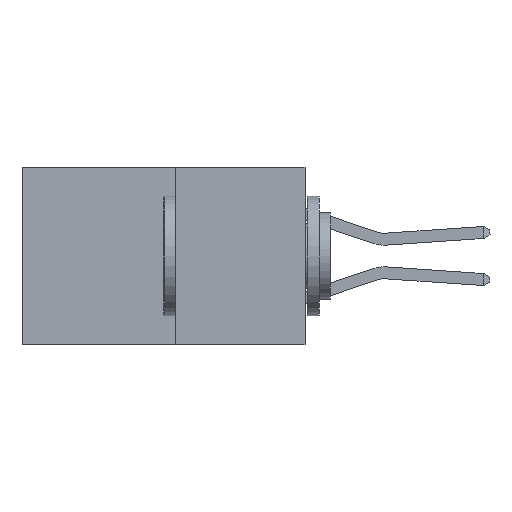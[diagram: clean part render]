
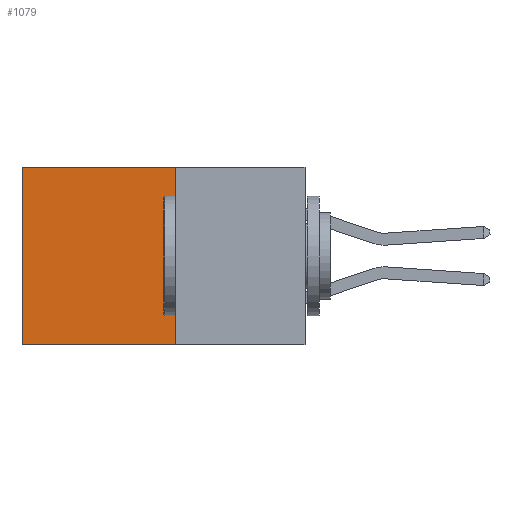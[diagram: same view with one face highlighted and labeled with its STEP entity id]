
A CAD part, left-side view. The second image highlights one B-rep face of the part: STEP entity #1079.
In plain terms, the highlighted planar face has unit normal (-1, 0, 0).
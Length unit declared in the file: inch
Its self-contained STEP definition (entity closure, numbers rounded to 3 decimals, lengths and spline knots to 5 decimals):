
#63 = VERTEX_POINT ( 'NONE', #7414 ) ;
#383 = CARTESIAN_POINT ( 'NONE',  ( 0.277, 0.27, -0.37 ) ) ;
#558 = VERTEX_POINT ( 'NONE', #2783 ) ;
#1038 = EDGE_CURVE ( 'NONE', #3513, #558, #6192, .T. ) ;
#1079 = ADVANCED_FACE ( 'NONE', ( #5959 ), #3285, .F. ) ;
#1435 = EDGE_CURVE ( 'NONE', #5184, #3513, #1539, .T. ) ;
#1539 = LINE ( 'NONE', #4184, #7182 ) ;
#1596 = ORIENTED_EDGE ( 'NONE', *, *, #4289, .T. ) ;
#2008 = VECTOR ( 'NONE', #6381, 39.37008 ) ;
#2084 = VECTOR ( 'NONE', #7384, 39.37008 ) ;
#2247 = LINE ( 'NONE', #6435, #2008 ) ;
#2379 = CARTESIAN_POINT ( 'NONE',  ( 0.277, 0.27, 0. ) ) ;
#2783 = CARTESIAN_POINT ( 'NONE',  ( 0.277, 0.59, -0.37 ) ) ;
#3283 = CARTESIAN_POINT ( 'NONE',  ( 0.277, 0.27, -0.37 ) ) ;
#3285 = PLANE ( 'NONE',  #3785 ) ;
#3513 = VERTEX_POINT ( 'NONE', #383 ) ;
#3549 = ORIENTED_EDGE ( 'NONE', *, *, #1038, .F. ) ;
#3687 = DIRECTION ( 'NONE',  ( 0., 1., 0. ) ) ;
#3785 = AXIS2_PLACEMENT_3D ( 'NONE', #3283, #5082, #5056 ) ;
#3935 = EDGE_LOOP ( 'NONE', ( #1596, #3549, #5527, #9274 ) ) ;
#4184 = CARTESIAN_POINT ( 'NONE',  ( 0.277, 0.27, -0.37 ) ) ;
#4207 = VECTOR ( 'NONE', #3687, 39.37008 ) ;
#4289 = EDGE_CURVE ( 'NONE', #63, #558, #2247, .T. ) ;
#5056 = DIRECTION ( 'NONE',  ( 0., 0., -1. ) ) ;
#5082 = DIRECTION ( 'NONE',  ( 1., 0., 0. ) ) ;
#5184 = VERTEX_POINT ( 'NONE', #2379 ) ;
#5527 = ORIENTED_EDGE ( 'NONE', *, *, #1435, .F. ) ;
#5959 = FACE_OUTER_BOUND ( 'NONE', #3935, .T. ) ;
#6027 = LINE ( 'NONE', #7524, #2084 ) ;
#6192 = LINE ( 'NONE', #9158, #4207 ) ;
#6381 = DIRECTION ( 'NONE',  ( 0., 0., -1. ) ) ;
#6435 = CARTESIAN_POINT ( 'NONE',  ( 0.277, 0.59, -0.37 ) ) ;
#7182 = VECTOR ( 'NONE', #8539, 39.37008 ) ;
#7329 = EDGE_CURVE ( 'NONE', #5184, #63, #6027, .T. ) ;
#7384 = DIRECTION ( 'NONE',  ( 0., 1., 0. ) ) ;
#7414 = CARTESIAN_POINT ( 'NONE',  ( 0.277, 0.59, 0. ) ) ;
#7524 = CARTESIAN_POINT ( 'NONE',  ( 0.277, 0.27, 0. ) ) ;
#8539 = DIRECTION ( 'NONE',  ( 0., 0., -1. ) ) ;
#9158 = CARTESIAN_POINT ( 'NONE',  ( 0.277, 0.27, -0.37 ) ) ;
#9274 = ORIENTED_EDGE ( 'NONE', *, *, #7329, .T. ) ;
